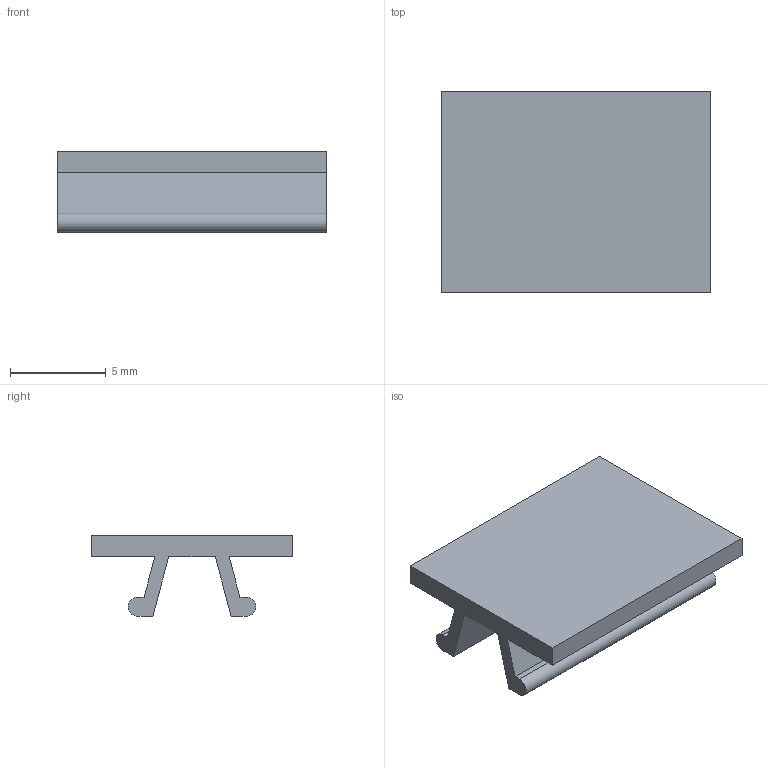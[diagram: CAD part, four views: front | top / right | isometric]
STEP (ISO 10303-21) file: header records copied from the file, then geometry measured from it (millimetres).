
FILE_DESCRIPTION(('Creo Elements/Direct Modeling STEP Export'),'2;1');
FILE_NAME('model.stp','2019-11-22T 0:45:33',(''),(''),'Creo Elements/Direct Modeling STEP processor for AP214 (Solid Model)','Creo Elements/Direct Modeling 20.1A 29-Sep-2018 (C) Parametric Technology GmbH','');
FILE_SCHEMA(('AUTOMOTIVE_DESIGN { 1 0 10303 214 1 1 1 1 }'));
Length unit declared in the file: millimetre
Products named in the file (2): ZB_14_UNBEDRUCKT-SELECT
Assembly tree (1 placements, depth 2):
  ZB_14_UNBEDRUCKT-SELECT
    ZB_14_UNBEDRUCKT-SELECT
Bounding box: 14 x 10.5 x 4.2 mm (x, y, z)
Volume: 240.9 mm3; surface area: 564.5 mm2
Topology: 1 solids, 1 shells, 18 faces, 48 edges, 32 vertices
Faces by surface type: plane 16, cylinder 2
Entity records: 745 total; most frequent: CARTESIAN_POINT 100, ORIENTED_EDGE 96, DIRECTION 92, EDGE_CURVE 48, VECTOR 44, LINE 44, VERTEX_POINT 32, AXIS2_PLACEMENT_3D 24
